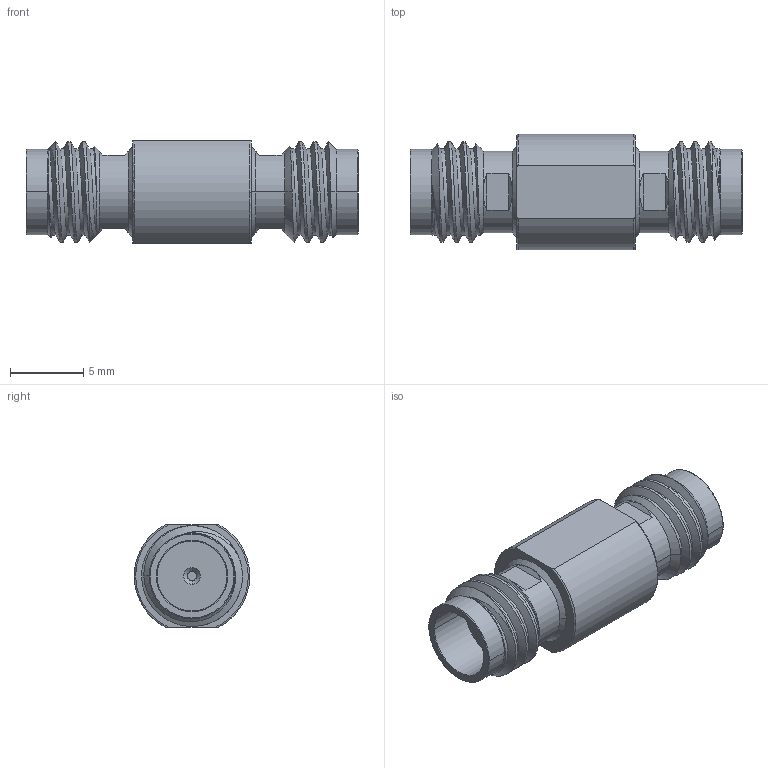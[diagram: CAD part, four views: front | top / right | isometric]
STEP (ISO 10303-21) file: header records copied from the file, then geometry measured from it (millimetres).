
FILE_DESCRIPTION (( 'STEP AP214' ), '1' );
FILE_NAME ('FMAD1604_3D.step', '2023-03-14T01:53:45', ( '' ), ( '' ), 'SwSTEP 2.0', 'SolidWorks 2022', '' );
FILE_SCHEMA (( 'AUTOMOTIVE_DESIGN' ));
Length unit declared in the file: inch
Products named in the file (3): 185-82S-5001-1-BODY^FMAD1604; FMAD1604_3D; ADS-185-3-185-8-10^FMAD1604
Assembly tree (3 placements, depth 2):
  FMAD1604_3D
    ADS-185-3-185-8-10^FMAD1604
    185-82S-5001-1-BODY^FMAD1604  x2
Bounding box: 22.7 x 7.9 x 7 mm (x, y, z)
Volume: 697.1 mm3; surface area: 1090.5 mm2
Topology: 3 solids, 3 shells, 113 faces, 265 edges, 162 vertices
Faces by surface type: cylinder 43, cone 26, plane 24, torus 14, bspline 6
Entity records: 2761 total; most frequent: CARTESIAN_POINT 1203, DIRECTION 310, ORIENTED_EDGE 304, EDGE_CURVE 152, AXIS2_PLACEMENT_3D 131, VERTEX_POINT 94, EDGE_LOOP 68, CIRCLE 64
